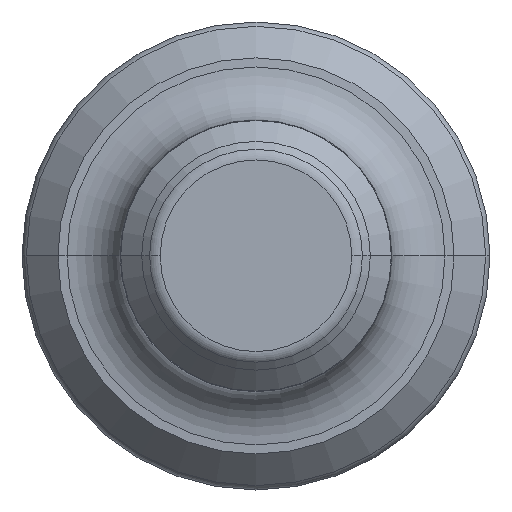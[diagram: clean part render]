
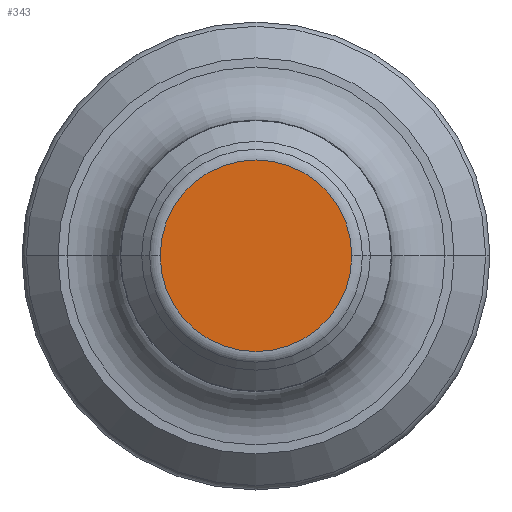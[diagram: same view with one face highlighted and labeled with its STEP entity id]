
A CAD part, top view. The second image highlights one B-rep face of the part: STEP entity #343.
In plain terms, the highlighted planar face has unit normal (0, 0, 1).
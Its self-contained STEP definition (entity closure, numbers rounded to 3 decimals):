
#40 = VERTEX_POINT ( 'NONE', #572 ) ;
#41 = EDGE_CURVE ( 'NONE', #43, #40, #505, .T. ) ;
#43 = VERTEX_POINT ( 'NONE', #553 ) ;
#262 = EDGE_LOOP ( 'NONE', ( #277, #342 ) ) ;
#277 = ORIENTED_EDGE ( 'NONE', *, *, #41, .F. ) ;
#342 = ORIENTED_EDGE ( 'NONE', *, *, #344, .F. ) ;
#343 = ADVANCED_FACE ( 'NONE', ( #1162 ), #1157, .F. ) ;
#344 = EDGE_CURVE ( 'NONE', #40, #43, #1195, .T. ) ;
#493 = AXIS2_PLACEMENT_3D ( 'NONE', #548, #547, #546 ) ;
#505 = CIRCLE ( 'NONE', #493, 5.117 ) ;
#546 = DIRECTION ( 'NONE',  ( -1., 0., 0. ) ) ;
#547 = DIRECTION ( 'NONE',  ( 0., 0., -1. ) ) ;
#548 = CARTESIAN_POINT ( 'NONE',  ( 0., 0., 100. ) ) ;
#553 = CARTESIAN_POINT ( 'NONE',  ( -5.117, 0., 100. ) ) ;
#572 = CARTESIAN_POINT ( 'NONE',  ( 5.117, 0., 100. ) ) ;
#1157 = PLANE ( 'NONE',  #1199 ) ;
#1162 = FACE_OUTER_BOUND ( 'NONE', #262, .T. ) ;
#1192 = DIRECTION ( 'NONE',  ( -1., 0., 0. ) ) ;
#1193 = DIRECTION ( 'NONE',  ( 0., 0., -1. ) ) ;
#1194 = CARTESIAN_POINT ( 'NONE',  ( 0., 0., 100. ) ) ;
#1195 = CIRCLE ( 'NONE', #1202, 5.117 ) ;
#1196 = DIRECTION ( 'NONE',  ( -1., 0., 0. ) ) ;
#1197 = DIRECTION ( 'NONE',  ( 0., 0., -1. ) ) ;
#1198 = CARTESIAN_POINT ( 'NONE',  ( 5.117, 0., 100. ) ) ;
#1199 = AXIS2_PLACEMENT_3D ( 'NONE', #1198, #1197, #1196 ) ;
#1202 = AXIS2_PLACEMENT_3D ( 'NONE', #1194, #1193, #1192 ) ;
